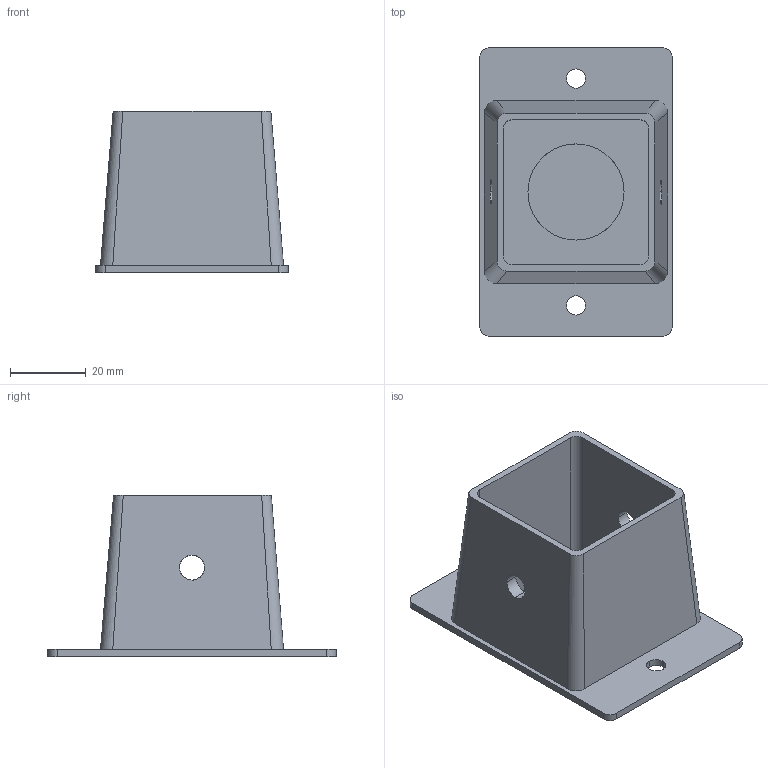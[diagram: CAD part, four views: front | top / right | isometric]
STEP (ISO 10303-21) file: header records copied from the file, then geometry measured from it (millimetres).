
FILE_DESCRIPTION(('TurboCAD Mac Pro'),'Build 980');
FILE_NAME('P2803.stp',' ',(''),(''),'ACIS Interop','IMSI','TurboCAD Mac Pro BY IMSI, INCORPORATED');
FILE_SCHEMA(('automotive_design'));
Length unit declared in the file: inch
Products named in the file (1): 1
Bounding box: 50.8 x 76.2 x 42.55 mm (x, y, z)
Volume: 28858.8 mm3; surface area: 20931.1 mm2
Topology: 1 solids, 1 shells, 49 faces, 132 edges, 88 vertices
Faces by surface type: bspline 32, plane 13, cylinder 4
Entity records: 2654 total; most frequent: CARTESIAN_POINT 702, ORIENTED_EDGE 264, STYLED_ITEM 142, PRESENTATION_STYLE_ASSIGNMENT 142, COLOUR_RGB 142, DIRECTION 136, EDGE_CURVE 132, CURVE_STYLE 92
